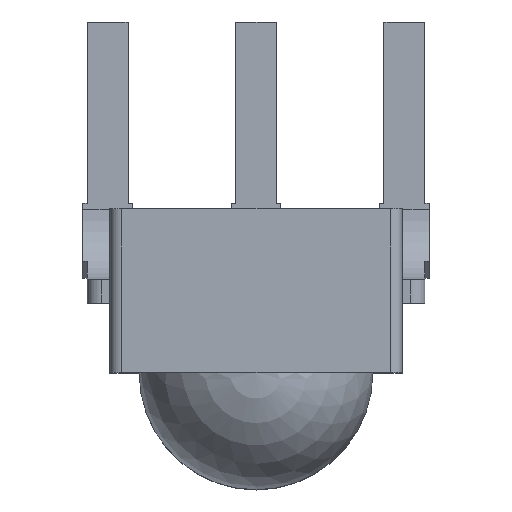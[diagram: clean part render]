
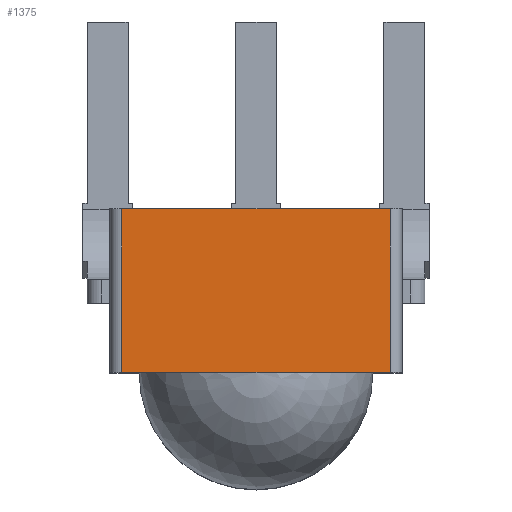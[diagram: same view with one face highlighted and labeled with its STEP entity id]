
A CAD part, top view. The second image highlights one B-rep face of the part: STEP entity #1375.
In plain terms, the highlighted planar face has unit normal (0, 0, 1).
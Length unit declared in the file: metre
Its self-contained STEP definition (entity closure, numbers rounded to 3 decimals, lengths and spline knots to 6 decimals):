
#253=ORIENTED_EDGE('',*,*,#585,.T.);
#254=ORIENTED_EDGE('',*,*,#589,.F.);
#255=ORIENTED_EDGE('',*,*,#590,.F.);
#256=ORIENTED_EDGE('',*,*,#591,.T.);
#585=EDGE_CURVE('',#751,#754,#892,.T.);
#589=EDGE_CURVE('',#757,#754,#896,.T.);
#590=EDGE_CURVE('',#758,#757,#897,.T.);
#591=EDGE_CURVE('',#758,#751,#898,.T.);
#751=VERTEX_POINT('',#2205);
#754=VERTEX_POINT('',#2210);
#757=VERTEX_POINT('',#2220);
#758=VERTEX_POINT('',#2222);
#892=LINE('',#2211,#1053);
#896=LINE('',#2219,#1057);
#897=LINE('',#2221,#1058);
#898=LINE('',#2223,#1059);
#1053=VECTOR('',#1804,1.);
#1057=VECTOR('',#1812,1.);
#1058=VECTOR('',#1813,1.);
#1059=VECTOR('',#1814,1.);
#1164=EDGE_LOOP('',(#253,#254,#255,#256));
#1240=FACE_BOUND('',#1164,.T.);
#1309=PLANE('',#1547);
#1375=ADVANCED_FACE('',(#1240),#1309,.F.);
#1547=AXIS2_PLACEMENT_3D('',#2218,#1810,#1811);
#1804=DIRECTION('',(0.,-1.,0.));
#1810=DIRECTION('',(0.,0.,-1.));
#1811=DIRECTION('',(-1.,0.,0.));
#1812=DIRECTION('',(-1.,0.,0.));
#1813=DIRECTION('',(0.,-1.,0.));
#1814=DIRECTION('',(-1.,0.,0.));
#2205=CARTESIAN_POINT('',(0.00024,0.0014,0.01035));
#2210=CARTESIAN_POINT('',(0.00024,-0.0014,0.01035));
#2211=CARTESIAN_POINT('',(0.00024,0.0014,0.01035));
#2218=CARTESIAN_POINT('',(0.00504,0.0014,0.01035));
#2219=CARTESIAN_POINT('',(0.00504,-0.0014,0.01035));
#2220=CARTESIAN_POINT('',(0.00484,-0.0014,0.01035));
#2221=CARTESIAN_POINT('',(0.00484,0.0014,0.01035));
#2222=CARTESIAN_POINT('',(0.00484,0.0014,0.01035));
#2223=CARTESIAN_POINT('',(0.00504,0.0014,0.01035));
